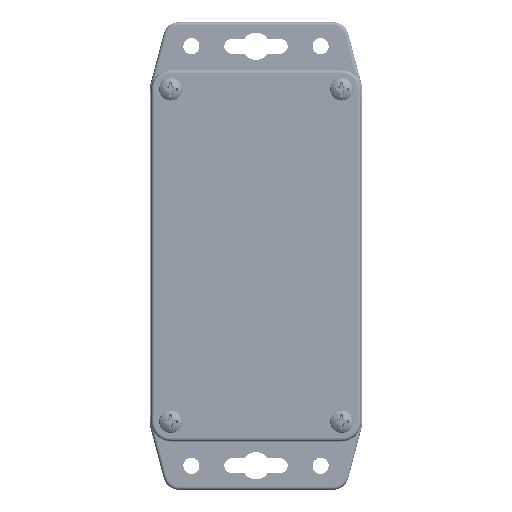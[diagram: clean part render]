
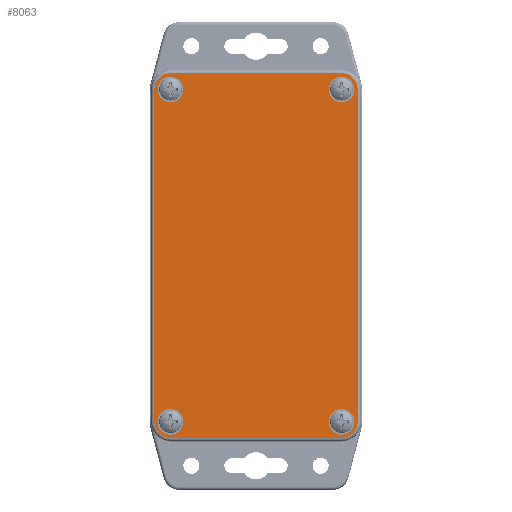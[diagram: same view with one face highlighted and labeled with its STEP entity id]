
A CAD part, top view. The second image highlights one B-rep face of the part: STEP entity #8063.
In plain terms, the highlighted planar face has unit normal (0, 0, 1).
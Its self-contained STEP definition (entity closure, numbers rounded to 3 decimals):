
#183=FACE_BOUND('',#1259,.T.);
#184=FACE_BOUND('',#1260,.T.);
#185=FACE_BOUND('',#1261,.T.);
#186=FACE_BOUND('',#1262,.T.);
#352=PLANE('',#8772);
#724=FACE_OUTER_BOUND('',#1258,.T.);
#1258=EDGE_LOOP('',(#6561,#6562,#6563,#6564,#6565,#6566,#6567,#6568));
#1259=EDGE_LOOP('',(#6569));
#1260=EDGE_LOOP('',(#6570));
#1261=EDGE_LOOP('',(#6571));
#1262=EDGE_LOOP('',(#6572));
#1790=CIRCLE('',#8747,5.);
#1794=CIRCLE('',#8753,5.);
#1798=CIRCLE('',#8759,5.);
#1801=CIRCLE('',#8764,5.);
#1805=CIRCLE('',#8773,4.);
#1806=CIRCLE('',#8774,4.);
#1807=CIRCLE('',#8775,4.);
#1808=CIRCLE('',#8776,4.);
#2343=LINE('',#17255,#3005);
#2344=LINE('',#17266,#3006);
#2346=LINE('',#17278,#3008);
#2348=LINE('',#17290,#3010);
#3005=VECTOR('',#10454,10.);
#3006=VECTOR('',#10467,10.);
#3008=VECTOR('',#10481,10.);
#3010=VECTOR('',#10495,10.);
#3744=VERTEX_POINT('',#17248);
#3747=VERTEX_POINT('',#17253);
#3749=VERTEX_POINT('',#17258);
#3751=VERTEX_POINT('',#17264);
#3753=VERTEX_POINT('',#17270);
#3755=VERTEX_POINT('',#17276);
#3757=VERTEX_POINT('',#17282);
#3759=VERTEX_POINT('',#17288);
#3765=VERTEX_POINT('',#17314);
#3766=VERTEX_POINT('',#17316);
#3767=VERTEX_POINT('',#17318);
#3768=VERTEX_POINT('',#17320);
#4735=EDGE_CURVE('',#3747,#3744,#2343,.T.);
#4737=EDGE_CURVE('',#3749,#3747,#1790,.T.);
#4740=EDGE_CURVE('',#3751,#3749,#2344,.T.);
#4743=EDGE_CURVE('',#3753,#3751,#1794,.T.);
#4746=EDGE_CURVE('',#3755,#3753,#2346,.T.);
#4749=EDGE_CURVE('',#3757,#3755,#1798,.T.);
#4752=EDGE_CURVE('',#3759,#3757,#2348,.T.);
#4754=EDGE_CURVE('',#3744,#3759,#1801,.T.);
#4765=EDGE_CURVE('',#3765,#3765,#1805,.T.);
#4766=EDGE_CURVE('',#3766,#3766,#1806,.T.);
#4767=EDGE_CURVE('',#3767,#3767,#1807,.T.);
#4768=EDGE_CURVE('',#3768,#3768,#1808,.T.);
#6561=ORIENTED_EDGE('',*,*,#4735,.F.);
#6562=ORIENTED_EDGE('',*,*,#4737,.F.);
#6563=ORIENTED_EDGE('',*,*,#4740,.F.);
#6564=ORIENTED_EDGE('',*,*,#4743,.F.);
#6565=ORIENTED_EDGE('',*,*,#4746,.F.);
#6566=ORIENTED_EDGE('',*,*,#4749,.F.);
#6567=ORIENTED_EDGE('',*,*,#4752,.F.);
#6568=ORIENTED_EDGE('',*,*,#4754,.F.);
#6569=ORIENTED_EDGE('',*,*,#4765,.T.);
#6570=ORIENTED_EDGE('',*,*,#4766,.T.);
#6571=ORIENTED_EDGE('',*,*,#4767,.T.);
#6572=ORIENTED_EDGE('',*,*,#4768,.T.);
#8063=ADVANCED_FACE('',(#724,#183,#184,#185,#186),#352,.T.);
#8747=AXIS2_PLACEMENT_3D('',#17260,#10459,#10460);
#8753=AXIS2_PLACEMENT_3D('',#17272,#10473,#10474);
#8759=AXIS2_PLACEMENT_3D('',#17284,#10487,#10488);
#8764=AXIS2_PLACEMENT_3D('',#17293,#10499,#10500);
#8772=AXIS2_PLACEMENT_3D('',#17313,#10522,#10523);
#8773=AXIS2_PLACEMENT_3D('',#17315,#10524,#10525);
#8774=AXIS2_PLACEMENT_3D('',#17317,#10526,#10527);
#8775=AXIS2_PLACEMENT_3D('',#17319,#10528,#10529);
#8776=AXIS2_PLACEMENT_3D('',#17321,#10530,#10531);
#10454=DIRECTION('',(-1.,0.,0.));
#10459=DIRECTION('center_axis',(0.,0.,-1.));
#10460=DIRECTION('ref_axis',(0.707,-0.707,0.));
#10467=DIRECTION('',(0.,-1.,0.));
#10473=DIRECTION('center_axis',(0.,0.,-1.));
#10474=DIRECTION('ref_axis',(0.707,0.707,0.));
#10481=DIRECTION('',(1.,0.,0.));
#10487=DIRECTION('center_axis',(0.,0.,-1.));
#10488=DIRECTION('ref_axis',(-0.707,0.707,0.));
#10495=DIRECTION('',(0.,1.,0.));
#10499=DIRECTION('center_axis',(0.,0.,-1.));
#10500=DIRECTION('ref_axis',(-0.707,-0.707,0.));
#10522=DIRECTION('center_axis',(0.,0.,1.));
#10523=DIRECTION('ref_axis',(-1.,0.,0.));
#10524=DIRECTION('center_axis',(0.,0.,-1.));
#10525=DIRECTION('ref_axis',(1.,0.,0.));
#10526=DIRECTION('center_axis',(0.,0.,-1.));
#10527=DIRECTION('ref_axis',(1.,0.,0.));
#10528=DIRECTION('center_axis',(0.,0.,-1.));
#10529=DIRECTION('ref_axis',(1.,0.,0.));
#10530=DIRECTION('center_axis',(0.,0.,-1.));
#10531=DIRECTION('ref_axis',(1.,0.,0.));
#17248=CARTESIAN_POINT('',(-26.5,-56.5,40.));
#17253=CARTESIAN_POINT('',(26.5,-56.5,40.));
#17255=CARTESIAN_POINT('',(-13.25,-56.5,40.));
#17258=CARTESIAN_POINT('',(31.5,-51.5,40.));
#17260=CARTESIAN_POINT('Origin',(26.5,-51.5,40.));
#17264=CARTESIAN_POINT('',(31.5,51.5,40.));
#17266=CARTESIAN_POINT('',(31.5,-25.75,40.));
#17270=CARTESIAN_POINT('',(26.5,56.5,40.));
#17272=CARTESIAN_POINT('Origin',(26.5,51.5,40.));
#17276=CARTESIAN_POINT('',(-26.5,56.5,40.));
#17278=CARTESIAN_POINT('',(13.25,56.5,40.));
#17282=CARTESIAN_POINT('',(-31.5,51.5,40.));
#17284=CARTESIAN_POINT('Origin',(-26.5,51.5,40.));
#17288=CARTESIAN_POINT('',(-31.5,-51.5,40.));
#17290=CARTESIAN_POINT('',(-31.5,25.75,40.));
#17293=CARTESIAN_POINT('Origin',(-26.5,-51.5,40.));
#17313=CARTESIAN_POINT('Origin',(0.,0.,40.));
#17314=CARTESIAN_POINT('',(30.5,-51.5,40.));
#17315=CARTESIAN_POINT('Origin',(26.5,-51.5,40.));
#17316=CARTESIAN_POINT('',(30.5,51.5,40.));
#17317=CARTESIAN_POINT('Origin',(26.5,51.5,40.));
#17318=CARTESIAN_POINT('',(-22.5,51.5,40.));
#17319=CARTESIAN_POINT('Origin',(-26.5,51.5,40.));
#17320=CARTESIAN_POINT('',(-22.5,-51.5,40.));
#17321=CARTESIAN_POINT('Origin',(-26.5,-51.5,40.));
